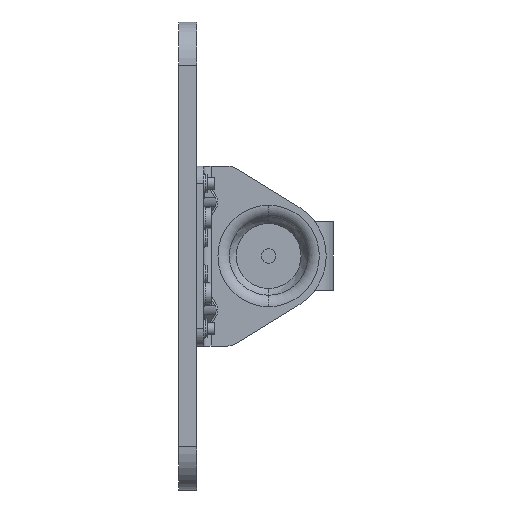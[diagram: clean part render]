
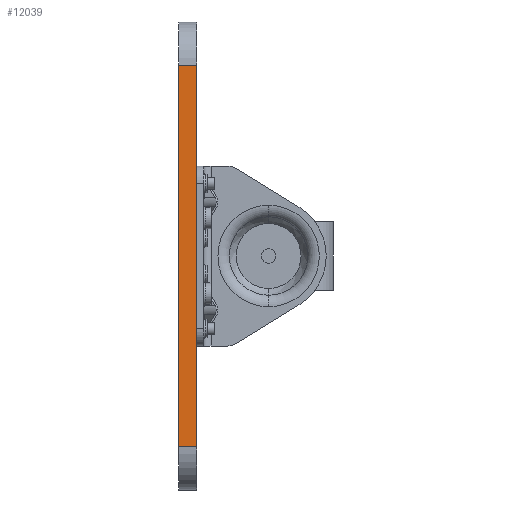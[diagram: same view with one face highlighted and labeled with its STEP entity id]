
A CAD part, front view. The second image highlights one B-rep face of the part: STEP entity #12039.
In plain terms, the highlighted planar face has unit normal (0, -1, 0).
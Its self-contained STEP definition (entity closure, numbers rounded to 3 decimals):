
#3120=DIRECTION('',(-1.,0.,0.));
#3121=VECTOR('',#3120,5.);
#3122=CARTESIAN_POINT('',(-20.,-135.327,53.));
#3123=LINE('',#3122,#3121);
#3128=DIRECTION('',(0.,0.,-1.));
#3129=VECTOR('',#3128,106.);
#3130=CARTESIAN_POINT('',(-20.,-135.327,53.));
#3131=LINE('',#3130,#3129);
#3136=DIRECTION('',(1.,0.,0.));
#3137=VECTOR('',#3136,5.);
#3138=CARTESIAN_POINT('',(-25.,-135.327,-53.));
#3139=LINE('',#3138,#3137);
#3173=DIRECTION('',(0.,0.,-1.));
#3174=VECTOR('',#3173,106.);
#3175=CARTESIAN_POINT('',(-25.,-135.327,53.));
#3176=LINE('',#3175,#3174);
#8343=CARTESIAN_POINT('',(-20.,-135.327,53.));
#8345=VERTEX_POINT('',#8343);
#8357=CARTESIAN_POINT('',(-20.,-135.327,-53.));
#8358=VERTEX_POINT('',#8357);
#8428=CARTESIAN_POINT('',(-25.,-135.327,53.));
#8430=VERTEX_POINT('',#8428);
#8431=CARTESIAN_POINT('',(-25.,-135.327,-53.));
#8432=VERTEX_POINT('',#8431);
#12026=CARTESIAN_POINT('',(-20.,-135.327,-65.));
#12027=DIRECTION('',(0.,-1.,0.));
#12028=DIRECTION('',(0.,0.,1.));
#12029=AXIS2_PLACEMENT_3D('',#12026,#12027,#12028);
#12030=PLANE('',#12029);
#12031=ORIENTED_EDGE('',*,*,#12010,.F.);
#12032=ORIENTED_EDGE('',*,*,#11873,.T.);
#12034=ORIENTED_EDGE('',*,*,#12033,.F.);
#12036=ORIENTED_EDGE('',*,*,#12035,.F.);
#12037=EDGE_LOOP('',(#12031,#12032,#12034,#12036));
#12038=FACE_OUTER_BOUND('',#12037,.F.);
#12039=ADVANCED_FACE('',(#12038),#12030,.T.);
#11873=EDGE_CURVE('',#8345,#8358,#3131,.T.);
#12010=EDGE_CURVE('',#8345,#8430,#3123,.T.);
#12033=EDGE_CURVE('',#8432,#8358,#3139,.T.);
#12035=EDGE_CURVE('',#8430,#8432,#3176,.T.);
